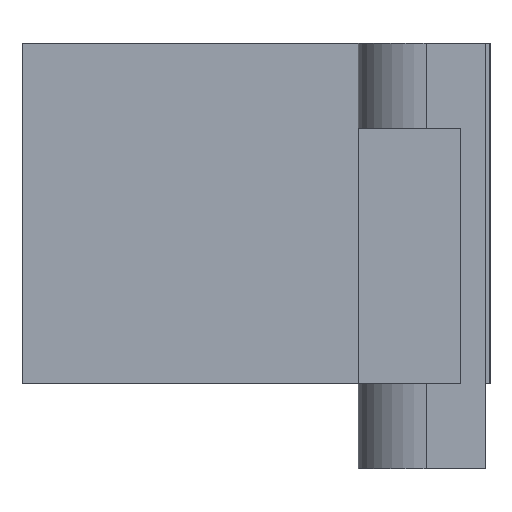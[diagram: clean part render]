
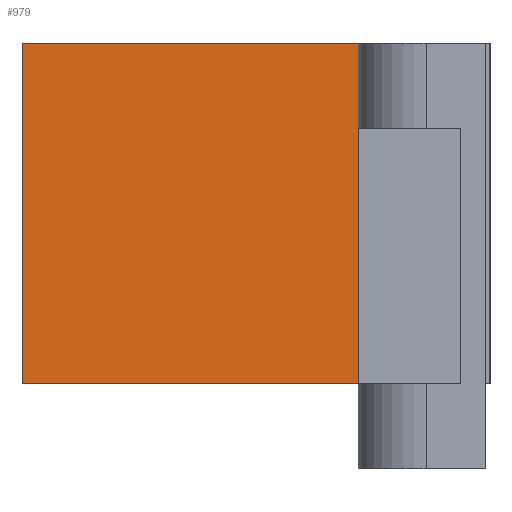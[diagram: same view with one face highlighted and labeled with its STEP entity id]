
A CAD part, left-side view. The second image highlights one B-rep face of the part: STEP entity #979.
In plain terms, the highlighted planar face has unit normal (-1, 0, 0).
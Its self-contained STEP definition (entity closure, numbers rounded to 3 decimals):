
#151=CARTESIAN_POINT('POINT12',(-4.5,-1.2,-4.));
#152=VERTEX_POINT('VERTEX12',#151);
#514=CARTESIAN_POINT('POINT40',(-4.5,2.75,-4.));
#515=VERTEX_POINT('VERTEX40',#514);
#516=CARTESIAN_POINT('POS64',(-4.5,-1.2,-4.));
#517=DIRECTION('DIR85',(0.,1.,0.));
#518=VECTOR('VEC43',#517,1.);
#519=LINE('STRAIGHT43',#516,#518);
#520=EDGE_CURVE('EDGE51',#152,#515,#519,.T.);
#930=CARTESIAN_POINT('POINT61',(-4.5,-1.2,0.));
#931=VERTEX_POINT('VERTEX61',#930);
#938=CARTESIAN_POINT('POS115',(-4.5,-1.2,0.));
#939=DIRECTION('DIR158',(0.,0.,-1.));
#940=VECTOR('VEC72',#939,1.);
#941=LINE('STRAIGHT72',#938,#940);
#942=EDGE_CURVE('EDGE88',#931,#152,#941,.T.);
#956=CARTESIAN_POINT('POINT62',(-4.5,2.75,0.));
#957=VERTEX_POINT('VERTEX62',#956);
#958=CARTESIAN_POINT('POS117',(-4.5,-1.2,0.));
#959=DIRECTION('DIR161',(0.,1.,0.));
#960=VECTOR('VEC73',#959,1.);
#961=LINE('STRAIGHT73',#958,#960);
#962=EDGE_CURVE('EDGE89',#931,#957,#961,.T.);
#963=ORIENTED_EDGE('COEDGE142',*,*,#962,.T.);
#964=CARTESIAN_POINT('POS118',(-4.5,2.75,0.));
#965=DIRECTION('DIR162',(0.,0.,-1.));
#966=VECTOR('VEC74',#965,1.);
#967=LINE('STRAIGHT74',#964,#966);
#968=EDGE_CURVE('EDGE90',#957,#515,#967,.T.);
#969=ORIENTED_EDGE('COEDGE143',*,*,#968,.T.);
#970=ORIENTED_EDGE('COEDGE144',*,*,#520,.F.);
#971=ORIENTED_EDGE('COEDGE145',*,*,#942,.F.);
#972=EDGE_LOOP('NONE',(#963,#969,#970,#971));
#973=FACE_BOUND('LOOP1',#972,.T.);
#974=CARTESIAN_POINT('POS119',(-4.5,-2.75,0.));
#975=DIRECTION('DIR163',(-1.,0.,0.));
#976=DIRECTION('DIR164',(0.,1.,0.));
#977=AXIS2_PLACEMENT_3D('AXIS45',#974,#975,#976);
#978=PLANE('PLANE21',#977);
#979=ADVANCED_FACE('FACE29',(#973),#978,.T.);
